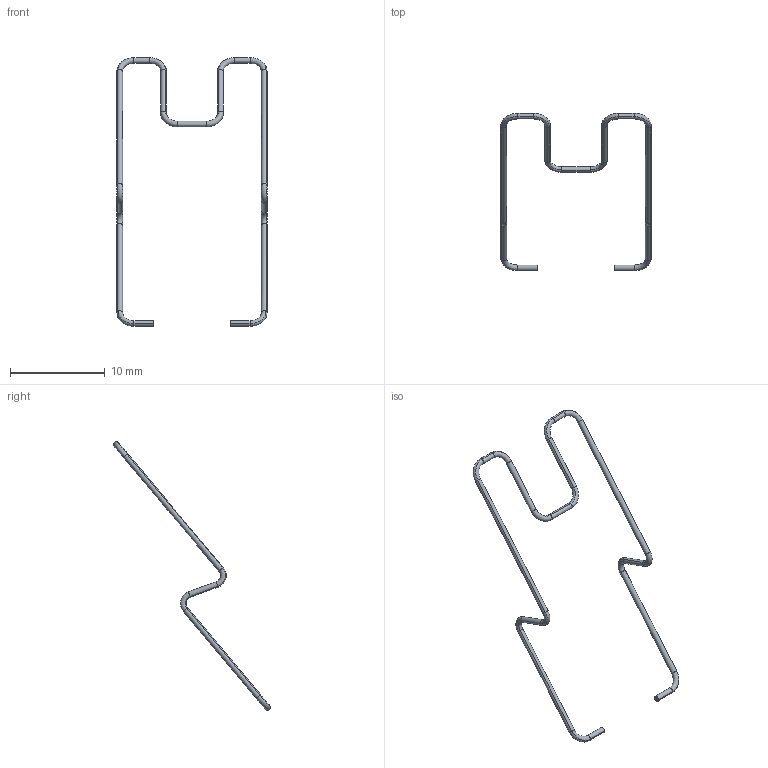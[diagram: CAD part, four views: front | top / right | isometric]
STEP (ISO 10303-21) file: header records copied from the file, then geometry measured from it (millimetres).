
FILE_DESCRIPTION(('CATIA V5 STEP Exchange','CAx-IF Rec.Pracs.--- Model Styling and Organization---1.5--- 2016-08-15','CAx-IF Rec.Pracs.---Supplemental Geometry---1.0---2011-11-01','CAx-IF Rec.Pracs.--- Composite Materials ---1.1---2010-07-15'),'2;1');
FILE_NAME ('D1630074_0', '2024-10-07T11:03:44+00:00', ('none'), ('Weidmueller'), 'CATIA Version 5-6 Release 2022 SP4 HF5', 'CATIA V5 STEP AP214 v3', 'none');
FILE_SCHEMA(('AUTOMOTIVE_DESIGN { 1 0 10303 214 1 1 1 1 }'));
Length unit declared in the file: millimetre
Products named in the file (1): S3D_CXI_CLIP_LM
Bounding box: 15.85 x 16.56 x 28.35 mm (x, y, z)
Volume: 31.1 mm3; surface area: 208.1 mm2
Topology: 1 solids, 1 shells, 52 faces, 102 edges, 52 vertices
Faces by surface type: cylinder 26, torus 24, plane 2
Entity records: 1233 total; most frequent: CARTESIAN_POINT 258, ORIENTED_EDGE 204, DIRECTION 136, EDGE_CURVE 102, AXIS2_PLACEMENT_3D 86, CIRCLE 60, ADVANCED_FACE 52, OVER_RIDING_STYLED_ITEM 52
